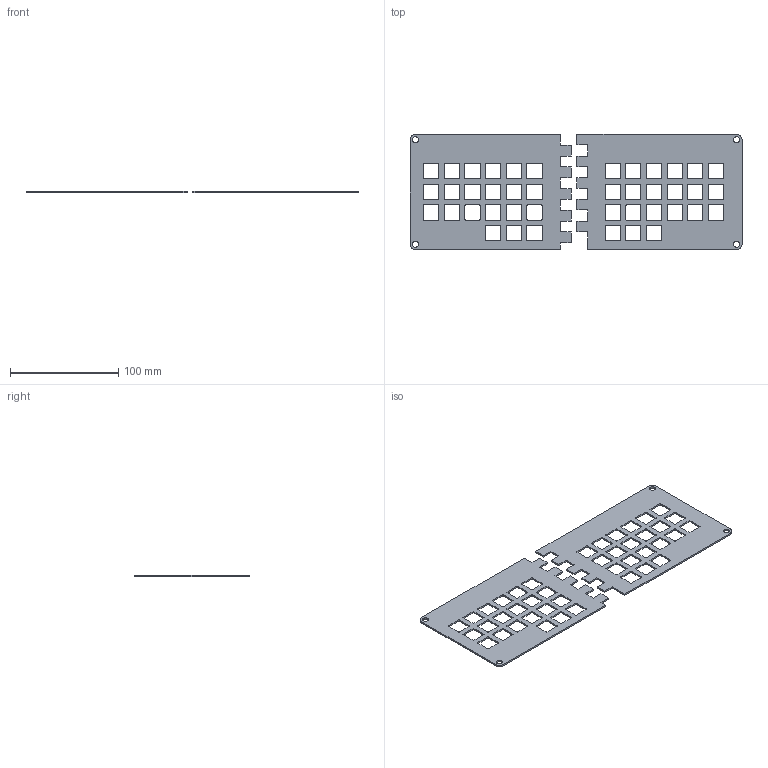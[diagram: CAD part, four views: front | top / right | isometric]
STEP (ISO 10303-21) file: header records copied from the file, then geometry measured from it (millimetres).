
FILE_DESCRIPTION(/* description */ ('STEP AP242','CAx-IF Rec.Pracs.---Representation and Presentation of Product Manufacturing Information (PMI)---4.0---2014-10-13','CAx-IF Rec.Pracs.---3D Tessellated Geometry---0.4---2014-09-14','2;1'),/* implementation_level */ '2;1');
FILE_NAME(/* name */ '67d59a12bb752737e87ec6de',/* time_stamp */ '2025-03-15T15:17:38Z',/* author */ (''),/* organization */ (''),/* preprocessor_version */ 'ST-DEVELOPER v20',/* originating_system */ 'ONSHAPE BY PTC INC, 1.195',/* authorisation */ ' ');
FILE_SCHEMA (('AP242_MANAGED_MODEL_BASED_3D_ENGINEERING_MIM_LF { 1 0 10303 442 1 1 4 }'));
Length unit declared in the file: metre
Products named in the file (2): Part 1; Part 2
Bounding box: 306.08 x 106.25 x 1.5 mm (x, y, z)
Volume: 33754.7 mm3; surface area: 50349.4 mm2
Topology: 2 solids, 2 shells, 394 faces, 1170 edges, 780 vertices
Faces by surface type: plane 218, cylinder 176
Full cylindrical faces by diameter (mm): 5.5 x4
Entity records: 13477 total; most frequent: CARTESIAN_POINT 2342, ORIENTED_EDGE 2332, DIRECTION 2310, EDGE_CURVE 1166, LINE 814, VECTOR 814, VERTEX_POINT 780, AXIS2_PLACEMENT_3D 748
